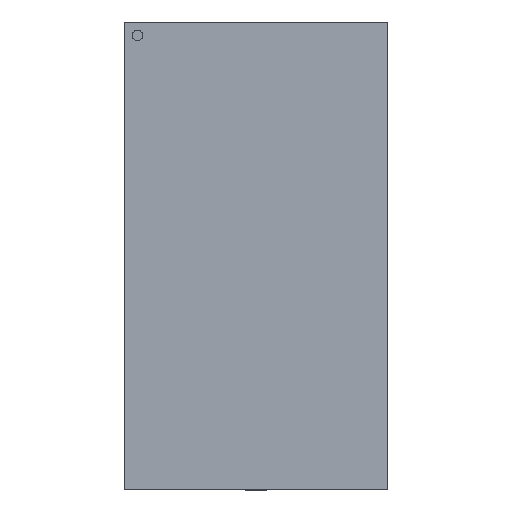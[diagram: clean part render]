
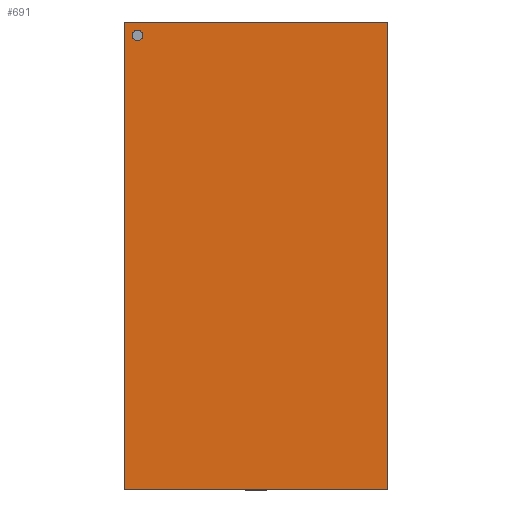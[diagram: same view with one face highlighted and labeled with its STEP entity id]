
A CAD part, top view. The second image highlights one B-rep face of the part: STEP entity #691.
In plain terms, the highlighted planar face has unit normal (0, 0, 1).
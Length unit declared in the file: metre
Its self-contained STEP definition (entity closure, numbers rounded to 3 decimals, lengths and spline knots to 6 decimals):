
#675 = EDGE_CURVE( '', #1394, #1395, #1396, .T. );
#691 = ADVANCED_FACE( '', ( #1423, #1424 ), #1425, .T. );
#741 = EDGE_CURVE( '', #1517, #1367, #1518, .T. );
#801 = EDGE_CURVE( '', #1623, #1623, #1624, .T. );
#833 = EDGE_CURVE( '', #1395, #1517, #1677, .T. );
#925 = EDGE_CURVE( '', #1367, #1394, #1842, .T. );
#1367 = VERTEX_POINT( '', #2393 );
#1394 = VERTEX_POINT( '', #2422 );
#1395 = VERTEX_POINT( '', #2423 );
#1396 = LINE( '', #2424, #2425 );
#1423 = FACE_OUTER_BOUND( '', #2454, .T. );
#1424 = FACE_BOUND( '', #2455, .T. );
#1425 = PLANE( '', #2456 );
#1517 = VERTEX_POINT( '', #2561 );
#1518 = LINE( '', #2562, #2563 );
#1623 = VERTEX_POINT( '', #2681 );
#1624 = CIRCLE( '', #2682, 0.00015 );
#1677 = LINE( '', #2746, #2747 );
#1842 = LINE( '', #2928, #2929 );
#2393 = CARTESIAN_POINT( '', ( 0.00375, -0.00665, 0.0011 ) );
#2422 = CARTESIAN_POINT( '', ( 0.00375, 0.00665, 0.0011 ) );
#2423 = CARTESIAN_POINT( '', ( -0.00375, 0.00665, 0.0011 ) );
#2424 = CARTESIAN_POINT( '', ( 0.00375, 0.00665, 0.0011 ) );
#2425 = VECTOR( '', #3024, 1. );
#2454 = EDGE_LOOP( '', ( #3066, #3067, #3068, #3069 ) );
#2455 = EDGE_LOOP( '', ( #3070 ) );
#2456 = AXIS2_PLACEMENT_3D( '', #3071, #3072, #3073 );
#2561 = CARTESIAN_POINT( '', ( -0.00375, -0.00665, 0.0011 ) );
#2562 = CARTESIAN_POINT( '', ( -0.00375, -0.00665, 0.0011 ) );
#2563 = VECTOR( '', #3189, 1. );
#2681 = CARTESIAN_POINT( '', ( -0.003519, 0.006269, 0.0011 ) );
#2682 = AXIS2_PLACEMENT_3D( '', #3343, #3344, #3345 );
#2746 = CARTESIAN_POINT( '', ( -0.00375, 0.00665, 0.0011 ) );
#2747 = VECTOR( '', #3417, 1. );
#2928 = CARTESIAN_POINT( '', ( 0.00375, -0.00665, 0.0011 ) );
#2929 = VECTOR( '', #3654, 1. );
#3024 = DIRECTION( '', ( -1., 0., 0. ) );
#3066 = ORIENTED_EDGE( '', *, *, #741, .T. );
#3067 = ORIENTED_EDGE( '', *, *, #925, .T. );
#3068 = ORIENTED_EDGE( '', *, *, #675, .T. );
#3069 = ORIENTED_EDGE( '', *, *, #833, .T. );
#3070 = ORIENTED_EDGE( '', *, *, #801, .T. );
#3071 = CARTESIAN_POINT( '', ( 0., 0., 0.0011 ) );
#3072 = DIRECTION( '', ( 0., 0., 1. ) );
#3073 = DIRECTION( '', ( 1., 0., 0. ) );
#3189 = DIRECTION( '', ( 1., 0., 0. ) );
#3343 = CARTESIAN_POINT( '', ( -0.003369, 0.006269, 0.0011 ) );
#3344 = DIRECTION( '', ( 0., 0., -1. ) );
#3345 = DIRECTION( '', ( -1., 0., 0. ) );
#3417 = DIRECTION( '', ( 0., -1., 0. ) );
#3654 = DIRECTION( '', ( 0., 1., 0. ) );
